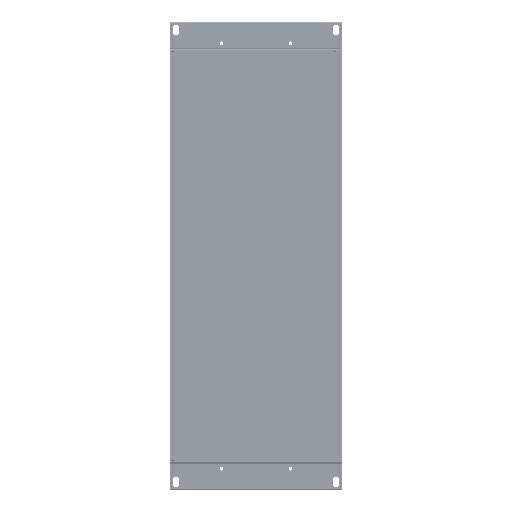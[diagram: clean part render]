
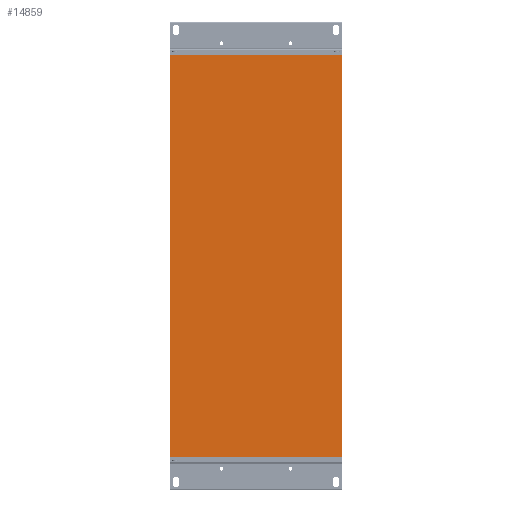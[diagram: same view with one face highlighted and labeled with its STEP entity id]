
A CAD part, left-side view. The second image highlights one B-rep face of the part: STEP entity #14859.
In plain terms, the highlighted planar face has unit normal (-1, 0, 0).
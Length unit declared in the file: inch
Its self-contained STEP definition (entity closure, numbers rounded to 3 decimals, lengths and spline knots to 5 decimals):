
#6648 = CARTESIAN_POINT ( 'NONE',  ( 0., 3.485, 8.1752 ) ) ;
#9453 = CARTESIAN_POINT ( 'NONE',  ( 0., 3.485, 0. ) ) ;
#14859 = ADVANCED_FACE ( 'NONE', ( #105833 ), #72200, .T. ) ;
#19418 = CARTESIAN_POINT ( 'NONE',  ( 0., 3.485, -8.1752 ) ) ;
#25095 = EDGE_CURVE ( 'NONE', #55458, #193023, #80822, .T. ) ;
#38136 = LINE ( 'NONE', #9453, #150787 ) ;
#42634 = EDGE_LOOP ( 'NONE', ( #164602, #190725, #108401, #61720 ) ) ;
#55458 = VERTEX_POINT ( 'NONE', #60892 ) ;
#60892 = CARTESIAN_POINT ( 'NONE',  ( 0., 3.485, -8.1752 ) ) ;
#61720 = ORIENTED_EDGE ( 'NONE', *, *, #194186, .T. ) ;
#69858 = DIRECTION ( 'NONE',  ( 0., 0., -1. ) ) ;
#72200 = PLANE ( 'NONE',  #97665 ) ;
#75255 = CARTESIAN_POINT ( 'NONE',  ( 0., 3.485, 0. ) ) ;
#80822 = LINE ( 'NONE', #19418, #194779 ) ;
#92741 = CARTESIAN_POINT ( 'NONE',  ( 0., -3.485, 8.1752 ) ) ;
#93238 = VERTEX_POINT ( 'NONE', #92741 ) ;
#93480 = VECTOR ( 'NONE', #179451, 39.37008 ) ;
#94039 = EDGE_CURVE ( 'NONE', #93238, #182338, #133899, .T. ) ;
#97665 = AXIS2_PLACEMENT_3D ( 'NONE', #75255, #137581, #119149 ) ;
#105296 = VECTOR ( 'NONE', #132921, 39.37008 ) ;
#105833 = FACE_OUTER_BOUND ( 'NONE', #42634, .T. ) ;
#108401 = ORIENTED_EDGE ( 'NONE', *, *, #94039, .T. ) ;
#110445 = EDGE_CURVE ( 'NONE', #193023, #93238, #166074, .T. ) ;
#119149 = DIRECTION ( 'NONE',  ( 0., 0., -1. ) ) ;
#132921 = DIRECTION ( 'NONE',  ( 0., 1., 0. ) ) ;
#133899 = LINE ( 'NONE', #165733, #105296 ) ;
#137581 = DIRECTION ( 'NONE',  ( -1., 0., 0. ) ) ;
#149641 = CARTESIAN_POINT ( 'NONE',  ( 0., -3.485, 0. ) ) ;
#150787 = VECTOR ( 'NONE', #69858, 39.37008 ) ;
#164602 = ORIENTED_EDGE ( 'NONE', *, *, #25095, .T. ) ;
#165733 = CARTESIAN_POINT ( 'NONE',  ( 0., 3.485, 8.1752 ) ) ;
#166074 = LINE ( 'NONE', #149641, #93480 ) ;
#179451 = DIRECTION ( 'NONE',  ( 0., 0., 1. ) ) ;
#182338 = VERTEX_POINT ( 'NONE', #6648 ) ;
#187636 = CARTESIAN_POINT ( 'NONE',  ( 0., -3.485, -8.1752 ) ) ;
#190258 = DIRECTION ( 'NONE',  ( 0., -1., 0. ) ) ;
#190725 = ORIENTED_EDGE ( 'NONE', *, *, #110445, .T. ) ;
#193023 = VERTEX_POINT ( 'NONE', #187636 ) ;
#194186 = EDGE_CURVE ( 'NONE', #182338, #55458, #38136, .T. ) ;
#194779 = VECTOR ( 'NONE', #190258, 39.37008 ) ;
